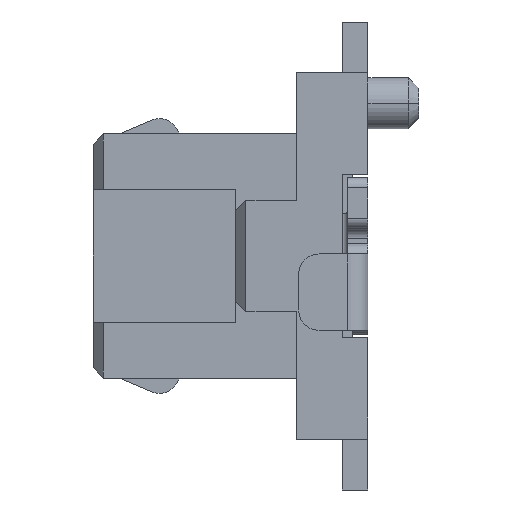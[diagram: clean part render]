
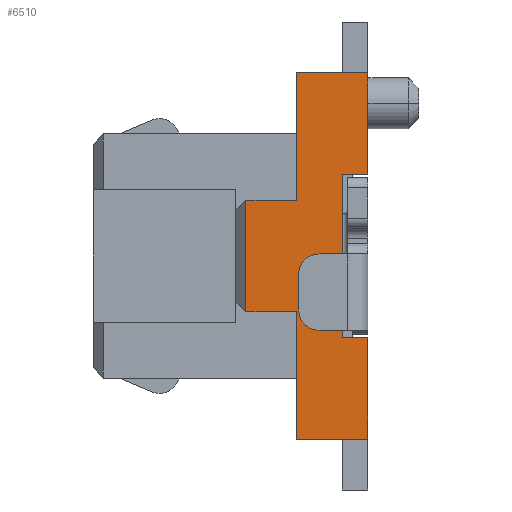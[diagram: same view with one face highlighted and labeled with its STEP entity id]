
A CAD part, left-side view. The second image highlights one B-rep face of the part: STEP entity #6510.
In plain terms, the highlighted face is planar.
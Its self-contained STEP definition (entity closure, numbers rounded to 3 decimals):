
#9 = VERTEX_POINT ( 'NONE', #15791 ) ;
#42 = ORIENTED_EDGE ( 'NONE', *, *, #12629, .T. ) ;
#116 = VECTOR ( 'NONE', #9359, 1000. ) ;
#295 = ORIENTED_EDGE ( 'NONE', *, *, #16471, .F. ) ;
#443 = ORIENTED_EDGE ( 'NONE', *, *, #2613, .T. ) ;
#1079 = LINE ( 'NONE', #11546, #5376 ) ;
#1202 = EDGE_CURVE ( 'NONE', #6621, #11820, #13197, .T. ) ;
#1515 = EDGE_CURVE ( 'NONE', #15146, #11936, #1079, .T. ) ;
#2067 = VERTEX_POINT ( 'NONE', #12248 ) ;
#2069 = CARTESIAN_POINT ( 'NONE',  ( 1.05, 0., 0.8 ) ) ;
#2326 = CARTESIAN_POINT ( 'NONE',  ( 1.05, 0., 0.8 ) ) ;
#2374 = CARTESIAN_POINT ( 'NONE',  ( 1.05, 0.25, 0.8 ) ) ;
#2467 = LINE ( 'NONE', #2374, #16792 ) ;
#2538 = EDGE_CURVE ( 'NONE', #9, #12331, #3859, .T. ) ;
#2613 = EDGE_CURVE ( 'NONE', #18464, #2998, #18460, .T. ) ;
#2665 = ORIENTED_EDGE ( 'NONE', *, *, #1515, .F. ) ;
#2998 = VERTEX_POINT ( 'NONE', #14016 ) ;
#3009 = CARTESIAN_POINT ( 'NONE',  ( 1.05, 0.6, 0. ) ) ;
#3246 = VECTOR ( 'NONE', #9342, 1000. ) ;
#3421 = CARTESIAN_POINT ( 'NONE',  ( 1.05, 1.2, 0.55 ) ) ;
#3434 = CARTESIAN_POINT ( 'NONE',  ( 1.05, 0., 1.8 ) ) ;
#3727 = ORIENTED_EDGE ( 'NONE', *, *, #14240, .T. ) ;
#3859 = LINE ( 'NONE', #11345, #5508 ) ;
#4068 = EDGE_CURVE ( 'NONE', #11820, #6062, #16711, .T. ) ;
#4306 = ORIENTED_EDGE ( 'NONE', *, *, #2538, .F. ) ;
#4369 = VERTEX_POINT ( 'NONE', #8837 ) ;
#5376 = VECTOR ( 'NONE', #9917, 1000. ) ;
#5398 = DIRECTION ( 'NONE',  ( 0., -1., 0. ) ) ;
#5508 = VECTOR ( 'NONE', #5398, 1000. ) ;
#5981 = CARTESIAN_POINT ( 'NONE',  ( 1.05, 0.7, -0.55 ) ) ;
#6062 = VERTEX_POINT ( 'NONE', #3421 ) ;
#6270 = EDGE_CURVE ( 'NONE', #17400, #12331, #13767, .T. ) ;
#6510 = ADVANCED_FACE ( 'NONE', ( #7146 ), #18959, .T. ) ;
#6621 = VERTEX_POINT ( 'NONE', #17981 ) ;
#7146 = FACE_OUTER_BOUND ( 'NONE', #18338, .T. ) ;
#7359 = VECTOR ( 'NONE', #13556, 1000. ) ;
#7718 = LINE ( 'NONE', #10966, #3246 ) ;
#8405 = ORIENTED_EDGE ( 'NONE', *, *, #6270, .T. ) ;
#8837 = CARTESIAN_POINT ( 'NONE',  ( 1.05, 0., -0.8 ) ) ;
#8959 = ORIENTED_EDGE ( 'NONE', *, *, #13153, .T. ) ;
#9071 = ORIENTED_EDGE ( 'NONE', *, *, #1202, .F. ) ;
#9166 = CARTESIAN_POINT ( 'NONE',  ( 1.05, 0., -1.5 ) ) ;
#9342 = DIRECTION ( 'NONE',  ( 0., -1., 0. ) ) ;
#9359 = DIRECTION ( 'NONE',  ( 0., 0., -1. ) ) ;
#9379 = CARTESIAN_POINT ( 'NONE',  ( 1.05, 0., -1.5 ) ) ;
#9504 = CARTESIAN_POINT ( 'NONE',  ( 1.05, 0., 1.8 ) ) ;
#9722 = ORIENTED_EDGE ( 'NONE', *, *, #4068, .F. ) ;
#9813 = DIRECTION ( 'NONE',  ( 0., 1., 0. ) ) ;
#9822 = EDGE_CURVE ( 'NONE', #18692, #6621, #10537, .T. ) ;
#9917 = DIRECTION ( 'NONE',  ( 0., -1., 0. ) ) ;
#10112 = DIRECTION ( 'NONE',  ( 0., 1., 0. ) ) ;
#10221 = DIRECTION ( 'NONE',  ( 0., 0., -1. ) ) ;
#10537 = LINE ( 'NONE', #3434, #17723 ) ;
#10662 = CARTESIAN_POINT ( 'NONE',  ( 1.05, 0.7, 0.55 ) ) ;
#10892 = ORIENTED_EDGE ( 'NONE', *, *, #9822, .F. ) ;
#10966 = CARTESIAN_POINT ( 'NONE',  ( 1.05, 0.25, -0.8 ) ) ;
#11126 = CARTESIAN_POINT ( 'NONE',  ( 1.05, 0.7, -0.55 ) ) ;
#11345 = CARTESIAN_POINT ( 'NONE',  ( 1.05, 0.7, -1.8 ) ) ;
#11363 = CARTESIAN_POINT ( 'NONE',  ( 1.05, 0., -1.8 ) ) ;
#11375 = CARTESIAN_POINT ( 'NONE',  ( 1.05, 0.7, 1.8 ) ) ;
#11427 = DIRECTION ( 'NONE',  ( 0., 0., -1. ) ) ;
#11546 = CARTESIAN_POINT ( 'NONE',  ( 1.05, 1.2, -0.55 ) ) ;
#11820 = VERTEX_POINT ( 'NONE', #13445 ) ;
#11936 = VERTEX_POINT ( 'NONE', #11126 ) ;
#12158 = VECTOR ( 'NONE', #12656, 1000. ) ;
#12244 = VECTOR ( 'NONE', #9813, 1000. ) ;
#12248 = CARTESIAN_POINT ( 'NONE',  ( 1.05, 0.25, -0.8 ) ) ;
#12331 = VERTEX_POINT ( 'NONE', #11363 ) ;
#12629 = EDGE_CURVE ( 'NONE', #2067, #4369, #7718, .T. ) ;
#12656 = DIRECTION ( 'NONE',  ( 0., 0., -1. ) ) ;
#12865 = CARTESIAN_POINT ( 'NONE',  ( 1.05, 1.2, 0.55 ) ) ;
#13120 = DIRECTION ( 'NONE',  ( 0., 0., -1. ) ) ;
#13153 = EDGE_CURVE ( 'NONE', #18692, #18464, #16895, .T. ) ;
#13197 = LINE ( 'NONE', #11375, #16890 ) ;
#13445 = CARTESIAN_POINT ( 'NONE',  ( 1.05, 0.7, 0.55 ) ) ;
#13551 = DIRECTION ( 'NONE',  ( 0., 1., 0. ) ) ;
#13556 = DIRECTION ( 'NONE',  ( 0., 0., -1. ) ) ;
#13767 = LINE ( 'NONE', #9166, #116 ) ;
#13800 = DIRECTION ( 'NONE',  ( 0., 1., 0. ) ) ;
#13823 = VECTOR ( 'NONE', #13551, 1000. ) ;
#14016 = CARTESIAN_POINT ( 'NONE',  ( 1.05, 0.25, 0.8 ) ) ;
#14152 = EDGE_CURVE ( 'NONE', #2998, #2067, #2467, .T. ) ;
#14237 = AXIS2_PLACEMENT_3D ( 'NONE', #3009, #16257, #10112 ) ;
#14240 = EDGE_CURVE ( 'NONE', #4369, #17400, #17360, .T. ) ;
#14256 = CARTESIAN_POINT ( 'NONE',  ( 1.05, 0., 1.8 ) ) ;
#14465 = ORIENTED_EDGE ( 'NONE', *, *, #16732, .F. ) ;
#14576 = ORIENTED_EDGE ( 'NONE', *, *, #14152, .T. ) ;
#14956 = VECTOR ( 'NONE', #13120, 1000. ) ;
#14992 = LINE ( 'NONE', #5981, #7359 ) ;
#15146 = VERTEX_POINT ( 'NONE', #15770 ) ;
#15770 = CARTESIAN_POINT ( 'NONE',  ( 1.05, 1.2, -0.55 ) ) ;
#15791 = CARTESIAN_POINT ( 'NONE',  ( 1.05, 0.7, -1.8 ) ) ;
#15845 = LINE ( 'NONE', #12865, #18693 ) ;
#16257 = DIRECTION ( 'NONE',  ( 1., 0., 0. ) ) ;
#16471 = EDGE_CURVE ( 'NONE', #11936, #9, #14992, .T. ) ;
#16711 = LINE ( 'NONE', #10662, #13823 ) ;
#16732 = EDGE_CURVE ( 'NONE', #6062, #15146, #15845, .T. ) ;
#16780 = DIRECTION ( 'NONE',  ( 0., 0., -1. ) ) ;
#16792 = VECTOR ( 'NONE', #16780, 1000. ) ;
#16890 = VECTOR ( 'NONE', #10221, 1000. ) ;
#16895 = LINE ( 'NONE', #9504, #12158 ) ;
#17360 = LINE ( 'NONE', #18894, #14956 ) ;
#17400 = VERTEX_POINT ( 'NONE', #9379 ) ;
#17723 = VECTOR ( 'NONE', #13800, 1000. ) ;
#17981 = CARTESIAN_POINT ( 'NONE',  ( 1.05, 0.7, 1.8 ) ) ;
#18338 = EDGE_LOOP ( 'NONE', ( #42, #3727, #8405, #4306, #295, #2665, #14465, #9722, #9071, #10892, #8959, #443, #14576 ) ) ;
#18460 = LINE ( 'NONE', #2326, #12244 ) ;
#18464 = VERTEX_POINT ( 'NONE', #2069 ) ;
#18692 = VERTEX_POINT ( 'NONE', #14256 ) ;
#18693 = VECTOR ( 'NONE', #11427, 1000. ) ;
#18894 = CARTESIAN_POINT ( 'NONE',  ( 1.05, 0., -0.8 ) ) ;
#18959 = PLANE ( 'NONE',  #14237 ) ;
